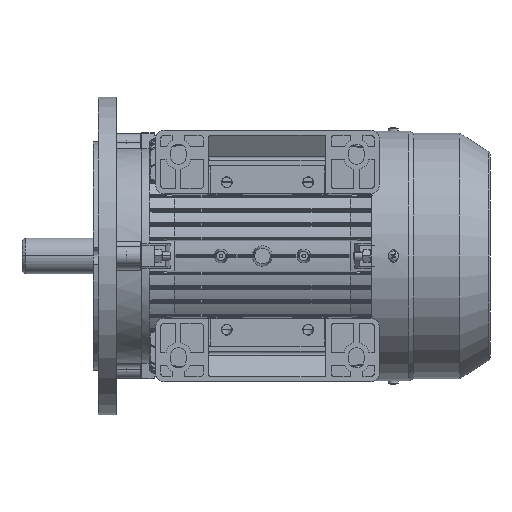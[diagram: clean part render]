
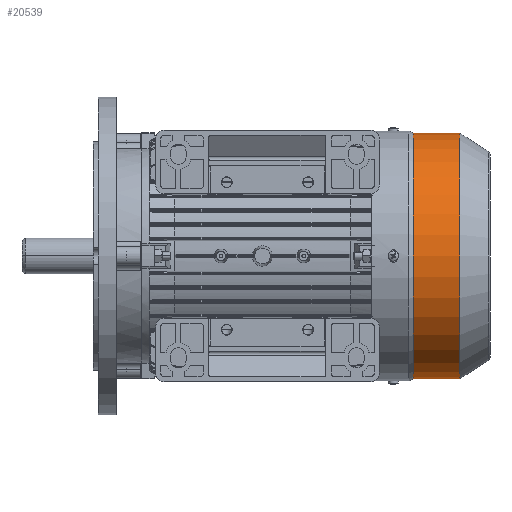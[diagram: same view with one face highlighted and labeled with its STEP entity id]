
A CAD part, front view. The second image highlights one B-rep face of the part: STEP entity #20539.
In plain terms, the highlighted cylindrical face has radius 96.7 mm (diameter 193.4 mm), a partial arc.
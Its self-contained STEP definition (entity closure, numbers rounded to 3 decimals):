
#17007 = VERTEX_POINT ( 'NONE', #110625 ) ;
#17105 = VERTEX_POINT ( 'NONE', #110786 ) ;
#17107 = EDGE_CURVE ( 'NONE', #17105, #17134, #110785, .T. ) ;
#17110 = EDGE_CURVE ( 'NONE', #17007, #17133, #110781, .T. ) ;
#17133 = VERTEX_POINT ( 'NONE', #110813 ) ;
#17134 = VERTEX_POINT ( 'NONE', #110812 ) ;
#20539 = ADVANCED_FACE ( 'NONE', ( #114461 ), #114495, .T. ) ;
#20541 = ORIENTED_EDGE ( 'NONE', *, *, #17107, .F. ) ;
#20542 = ORIENTED_EDGE ( 'NONE', *, *, #20570, .T. ) ;
#20544 = ORIENTED_EDGE ( 'NONE', *, *, #17110, .T. ) ;
#20545 = ORIENTED_EDGE ( 'NONE', *, *, #20547, .F. ) ;
#20547 = EDGE_CURVE ( 'NONE', #17134, #17133, #114487, .T. ) ;
#20570 = EDGE_CURVE ( 'NONE', #17105, #17007, #114532, .T. ) ;
#20571 = EDGE_LOOP ( 'NONE', ( #20541, #20542, #20544, #20545 ) ) ;
#110625 = CARTESIAN_POINT ( 'NONE',  ( 69.291, 0., 96.7 ) ) ;
#110778 = DIRECTION ( 'NONE',  ( -1., 0., 0. ) ) ;
#110779 = VECTOR ( 'NONE', #110778, 1000. ) ;
#110780 = CARTESIAN_POINT ( 'NONE',  ( 0., 0., 96.7 ) ) ;
#110781 = LINE ( 'NONE', #110780, #110779 ) ;
#110782 = DIRECTION ( 'NONE',  ( -1., 0., 0. ) ) ;
#110783 = VECTOR ( 'NONE', #110782, 1000. ) ;
#110784 = CARTESIAN_POINT ( 'NONE',  ( 0., 0., -96.7 ) ) ;
#110785 = LINE ( 'NONE', #110784, #110783 ) ;
#110786 = CARTESIAN_POINT ( 'NONE',  ( 69.291, 0., -96.7 ) ) ;
#110812 = CARTESIAN_POINT ( 'NONE',  ( 32.746, 0., -96.7 ) ) ;
#110813 = CARTESIAN_POINT ( 'NONE',  ( 32.746, 0., 96.7 ) ) ;
#114461 = FACE_OUTER_BOUND ( 'NONE', #20571, .T. ) ;
#114483 = DIRECTION ( 'NONE',  ( 0., 0., 1. ) ) ;
#114484 = DIRECTION ( 'NONE',  ( -1., 0., 0. ) ) ;
#114485 = CARTESIAN_POINT ( 'NONE',  ( 32.746, 0., 0. ) ) ;
#114486 = AXIS2_PLACEMENT_3D ( 'NONE', #114485, #114484, #114483 ) ;
#114487 = CIRCLE ( 'NONE', #114486, 96.7 ) ;
#114492 = DIRECTION ( 'NONE',  ( 0., 0., 1. ) ) ;
#114493 = DIRECTION ( 'NONE',  ( -1., 0., 0. ) ) ;
#114494 = AXIS2_PLACEMENT_3D ( 'NONE', #114497, #114493, #114492 ) ;
#114495 = CYLINDRICAL_SURFACE ( 'NONE', #114494, 96.7 ) ;
#114497 = CARTESIAN_POINT ( 'NONE',  ( 0., 0., 0. ) ) ;
#114528 = DIRECTION ( 'NONE',  ( 0., 0., 1. ) ) ;
#114529 = DIRECTION ( 'NONE',  ( -1., 0., 0. ) ) ;
#114530 = CARTESIAN_POINT ( 'NONE',  ( 69.291, 0., 0. ) ) ;
#114531 = AXIS2_PLACEMENT_3D ( 'NONE', #114530, #114529, #114528 ) ;
#114532 = CIRCLE ( 'NONE', #114531, 96.7 ) ;
